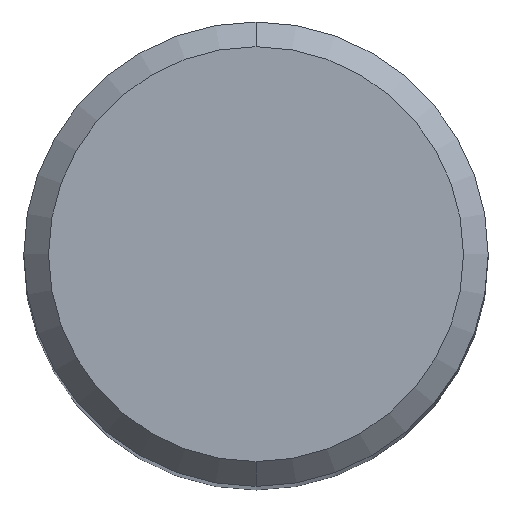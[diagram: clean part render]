
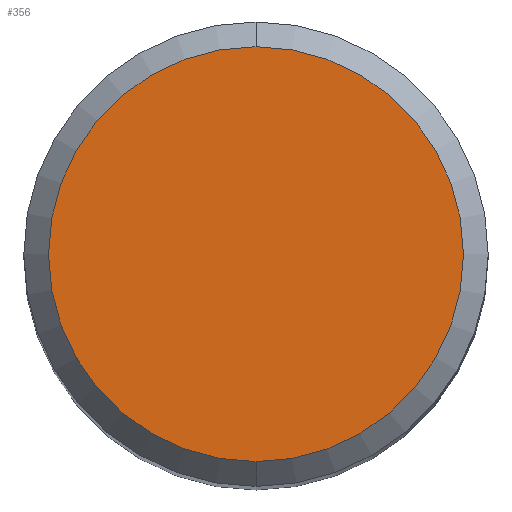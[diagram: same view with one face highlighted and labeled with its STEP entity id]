
A CAD part, top view. The second image highlights one B-rep face of the part: STEP entity #356.
In plain terms, the highlighted planar face has unit normal (0, 0, 1).
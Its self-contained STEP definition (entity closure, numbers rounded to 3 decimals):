
#270=EDGE_CURVE('',#388,#436,#580,.T.);
#356=ADVANCED_FACE('',(#675),#676,.T.);
#362=EDGE_CURVE('',#436,#388,#682,.T.);
#388=VERTEX_POINT('',#710);
#436=VERTEX_POINT('',#763);
#580=CIRCLE('',#1057,6.7);
#675=FACE_OUTER_BOUND('',#1277,.T.);
#676=PLANE('',#1278);
#682=CIRCLE('',#1303,6.7);
#710=CARTESIAN_POINT('',(0.,-6.7,0.0));
#763=CARTESIAN_POINT('',(0.0,6.7,0.0));
#1057=AXIS2_PLACEMENT_3D('',#1594,#1595,#1596);
#1277=EDGE_LOOP('',(#1690,#1691));
#1278=AXIS2_PLACEMENT_3D('',#1692,#1693,#1694);
#1303=AXIS2_PLACEMENT_3D('',#1696,#1697,#1698);
#1594=CARTESIAN_POINT('',(0.0,0.0,0.0));
#1595=DIRECTION('',(0.0,0.0,-1.0));
#1596=DIRECTION('',(0.0,1.0,0.0));
#1690=ORIENTED_EDGE('',*,*,#362,.F.);
#1691=ORIENTED_EDGE('',*,*,#270,.F.);
#1692=CARTESIAN_POINT('',(0.0,3.35,0.0));
#1693=DIRECTION('',(-0.0,0.0,1.0));
#1694=DIRECTION('',(0.0,-1.0,0.0));
#1696=CARTESIAN_POINT('',(0.0,0.0,0.0));
#1697=DIRECTION('',(0.0,0.0,-1.0));
#1698=DIRECTION('',(0.0,1.0,0.0));
